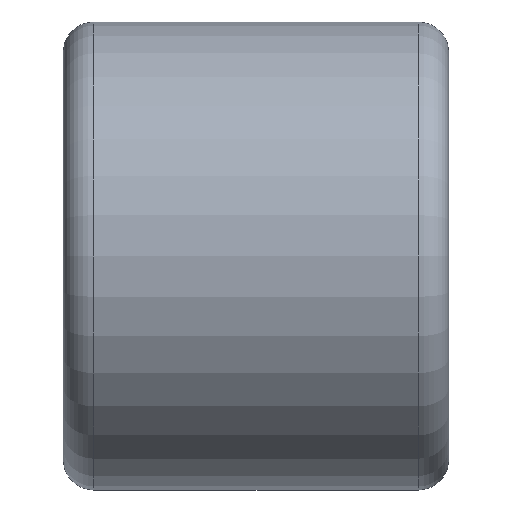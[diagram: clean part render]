
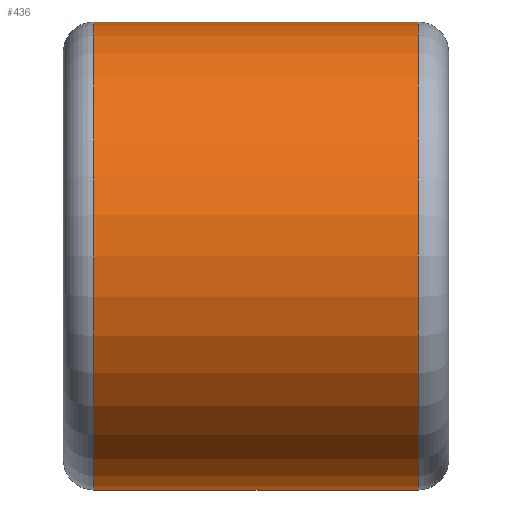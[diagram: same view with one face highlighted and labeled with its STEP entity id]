
A CAD part, front view. The second image highlights one B-rep face of the part: STEP entity #436.
In plain terms, the highlighted cylindrical face has radius 42.5 mm (diameter 85 mm), a partial arc.
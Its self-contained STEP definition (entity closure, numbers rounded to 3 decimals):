
#132 = CARTESIAN_POINT ( 'NONE',  ( -57.637, 0., 249.487 ) ) ;
#202 = ORIENTED_EDGE ( 'NONE', *, *, #979, .F. ) ;
#395 = VERTEX_POINT ( 'NONE', #1774 ) ;
#434 = ORIENTED_EDGE ( 'NONE', *, *, #1314, .T. ) ;
#436 = ADVANCED_FACE ( 'NONE', ( #3352 ), #870, .T. ) ;
#645 = VERTEX_POINT ( 'NONE', #2904 ) ;
#796 = AXIS2_PLACEMENT_3D ( 'NONE', #1086, #1458, #1942 ) ;
#870 = CYLINDRICAL_SURFACE ( 'NONE', #4673, 42.5 ) ;
#979 = EDGE_CURVE ( 'NONE', #4152, #2451, #1902, .T. ) ;
#1086 = CARTESIAN_POINT ( 'NONE',  ( 29.5, 0., 291.987 ) ) ;
#1314 = EDGE_CURVE ( 'NONE', #395, #645, #2458, .T. ) ;
#1388 = VECTOR ( 'NONE', #3386, 1000. ) ;
#1458 = DIRECTION ( 'NONE',  ( -1., 0., 0. ) ) ;
#1557 = DIRECTION ( 'NONE',  ( 0., 0., 1. ) ) ;
#1634 = EDGE_LOOP ( 'NONE', ( #202, #2837, #434, #1773 ) ) ;
#1651 = CARTESIAN_POINT ( 'NONE',  ( -29.5, 0., 291.987 ) ) ;
#1773 = ORIENTED_EDGE ( 'NONE', *, *, #3792, .T. ) ;
#1774 = CARTESIAN_POINT ( 'NONE',  ( 29.5, 0., 334.487 ) ) ;
#1837 = VECTOR ( 'NONE', #4209, 1000. ) ;
#1865 = CARTESIAN_POINT ( 'NONE',  ( -57.637, 0., 291.987 ) ) ;
#1902 = LINE ( 'NONE', #132, #1388 ) ;
#1942 = DIRECTION ( 'NONE',  ( 0., 0., 1. ) ) ;
#2113 = AXIS2_PLACEMENT_3D ( 'NONE', #1651, #3084, #4547 ) ;
#2325 = CARTESIAN_POINT ( 'NONE',  ( 29.5, 0., 249.487 ) ) ;
#2389 = CARTESIAN_POINT ( 'NONE',  ( -57.637, 0., 334.487 ) ) ;
#2451 = VERTEX_POINT ( 'NONE', #2506 ) ;
#2458 = LINE ( 'NONE', #2389, #1837 ) ;
#2506 = CARTESIAN_POINT ( 'NONE',  ( -29.5, 0., 249.487 ) ) ;
#2837 = ORIENTED_EDGE ( 'NONE', *, *, #4568, .T. ) ;
#2904 = CARTESIAN_POINT ( 'NONE',  ( -29.5, 0., 334.487 ) ) ;
#3084 = DIRECTION ( 'NONE',  ( 1., 0., 0. ) ) ;
#3157 = CIRCLE ( 'NONE', #2113, 42.5 ) ;
#3352 = FACE_OUTER_BOUND ( 'NONE', #1634, .T. ) ;
#3386 = DIRECTION ( 'NONE',  ( -1., 0., 0. ) ) ;
#3792 = EDGE_CURVE ( 'NONE', #645, #2451, #3157, .T. ) ;
#4081 = DIRECTION ( 'NONE',  ( -1., 0., 0. ) ) ;
#4152 = VERTEX_POINT ( 'NONE', #2325 ) ;
#4209 = DIRECTION ( 'NONE',  ( -1., 0., 0. ) ) ;
#4533 = CIRCLE ( 'NONE', #796, 42.5 ) ;
#4547 = DIRECTION ( 'NONE',  ( 0., 0., -1. ) ) ;
#4568 = EDGE_CURVE ( 'NONE', #4152, #395, #4533, .T. ) ;
#4673 = AXIS2_PLACEMENT_3D ( 'NONE', #1865, #4081, #1557 ) ;
